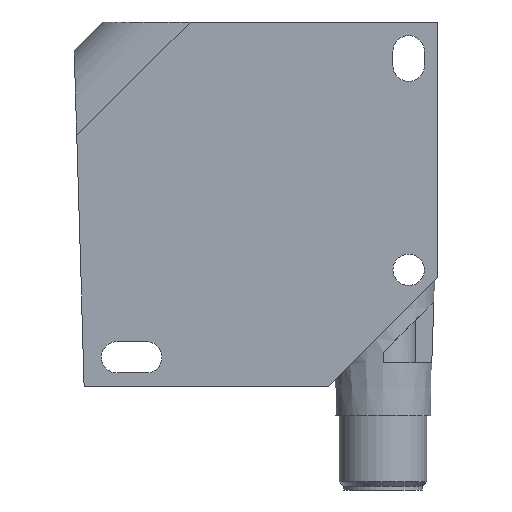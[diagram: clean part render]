
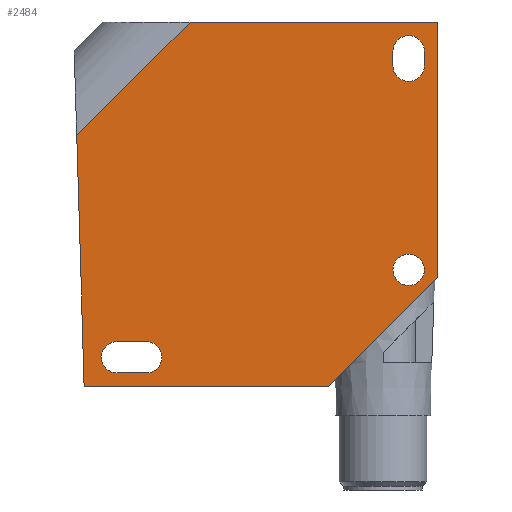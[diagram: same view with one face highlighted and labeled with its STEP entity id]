
A CAD part, left-side view. The second image highlights one B-rep face of the part: STEP entity #2484.
In plain terms, the highlighted planar face has unit normal (-1, 0, 0).
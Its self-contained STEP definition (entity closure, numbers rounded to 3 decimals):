
#68=LINE('',#3301,#244);
#70=LINE('',#3310,#246);
#90=LINE('',#3361,#266);
#91=LINE('',#3366,#267);
#92=LINE('',#3372,#268);
#93=LINE('',#3376,#269);
#94=LINE('',#3379,#270);
#95=LINE('',#3383,#271);
#96=LINE('',#3385,#272);
#97=LINE('',#3387,#273);
#98=LINE('',#3389,#274);
#99=LINE('',#3390,#275);
#100=LINE('',#3392,#276);
#244=VECTOR('',#2795,1000.);
#246=VECTOR('',#2803,1000.);
#266=VECTOR('',#2839,1000.);
#267=VECTOR('',#2842,1000.);
#268=VECTOR('',#2847,1000.);
#269=VECTOR('',#2850,1000.);
#270=VECTOR('',#2853,1000.);
#271=VECTOR('',#2856,1000.);
#272=VECTOR('',#2857,1000.);
#273=VECTOR('',#2858,1000.);
#274=VECTOR('',#2859,1000.);
#275=VECTOR('',#2860,1000.);
#276=VECTOR('',#2861,1000.);
#466=ORIENTED_EDGE('',*,*,#933,.T.);
#467=ORIENTED_EDGE('',*,*,#934,.T.);
#468=ORIENTED_EDGE('',*,*,#935,.T.);
#469=ORIENTED_EDGE('',*,*,#936,.T.);
#470=ORIENTED_EDGE('',*,*,#937,.T.);
#471=ORIENTED_EDGE('',*,*,#938,.T.);
#472=ORIENTED_EDGE('',*,*,#939,.T.);
#473=ORIENTED_EDGE('',*,*,#940,.T.);
#474=ORIENTED_EDGE('',*,*,#941,.T.);
#475=ORIENTED_EDGE('',*,*,#942,.T.);
#476=ORIENTED_EDGE('',*,*,#943,.T.);
#477=ORIENTED_EDGE('',*,*,#944,.F.);
#478=ORIENTED_EDGE('',*,*,#945,.F.);
#479=ORIENTED_EDGE('',*,*,#946,.F.);
#480=ORIENTED_EDGE('',*,*,#947,.F.);
#481=ORIENTED_EDGE('',*,*,#907,.F.);
#482=ORIENTED_EDGE('',*,*,#948,.T.);
#483=ORIENTED_EDGE('',*,*,#949,.F.);
#484=ORIENTED_EDGE('',*,*,#903,.T.);
#903=EDGE_CURVE('',#1138,#1136,#68,.F.);
#907=EDGE_CURVE('',#1140,#1142,#70,.T.);
#933=EDGE_CURVE('',#1165,#1166,#90,.T.);
#934=EDGE_CURVE('',#1166,#1167,#1305,.T.);
#935=EDGE_CURVE('',#1167,#1168,#91,.T.);
#936=EDGE_CURVE('',#1168,#1165,#1306,.T.);
#937=EDGE_CURVE('',#1169,#1170,#1307,.T.);
#938=EDGE_CURVE('',#1170,#1171,#92,.T.);
#939=EDGE_CURVE('',#1171,#1172,#1308,.T.);
#940=EDGE_CURVE('',#1172,#1169,#93,.T.);
#941=EDGE_CURVE('',#1173,#1173,#1309,.T.);
#942=EDGE_CURVE('',#1136,#1174,#94,.T.);
#943=EDGE_CURVE('',#1174,#1175,#1310,.T.);
#944=EDGE_CURVE('',#1176,#1175,#95,.T.);
#945=EDGE_CURVE('',#1177,#1176,#96,.T.);
#946=EDGE_CURVE('',#1178,#1177,#97,.T.);
#947=EDGE_CURVE('',#1142,#1178,#98,.T.);
#948=EDGE_CURVE('',#1140,#1179,#99,.T.);
#949=EDGE_CURVE('',#1138,#1179,#100,.T.);
#1136=VERTEX_POINT('',#3299);
#1138=VERTEX_POINT('',#3302);
#1140=VERTEX_POINT('',#3308);
#1142=VERTEX_POINT('',#3311);
#1165=VERTEX_POINT('',#3362);
#1166=VERTEX_POINT('',#3363);
#1167=VERTEX_POINT('',#3365);
#1168=VERTEX_POINT('',#3367);
#1169=VERTEX_POINT('',#3370);
#1170=VERTEX_POINT('',#3371);
#1171=VERTEX_POINT('',#3373);
#1172=VERTEX_POINT('',#3375);
#1173=VERTEX_POINT('',#3378);
#1174=VERTEX_POINT('',#3380);
#1175=VERTEX_POINT('',#3382);
#1176=VERTEX_POINT('',#3384);
#1177=VERTEX_POINT('',#3386);
#1178=VERTEX_POINT('',#3388);
#1179=VERTEX_POINT('',#3391);
#1305=CIRCLE('',#2620,2.15);
#1306=CIRCLE('',#2621,2.15);
#1307=CIRCLE('',#2622,2.15);
#1308=CIRCLE('',#2623,2.15);
#1309=CIRCLE('',#2624,2.15);
#1310=CIRCLE('',#2625,37.742);
#1352=EDGE_LOOP('',(#466,#467,#468,#469));
#1353=EDGE_LOOP('',(#470,#471,#472,#473));
#1354=EDGE_LOOP('',(#474));
#1355=EDGE_LOOP('',(#475,#476,#477,#478,#479,#480,#481,#482,#483,#484));
#1504=FACE_BOUND('',#1352,.T.);
#1505=FACE_BOUND('',#1353,.T.);
#1506=FACE_BOUND('',#1354,.T.);
#1507=FACE_BOUND('',#1355,.T.);
#1641=PLANE('',#2619);
#2484=ADVANCED_FACE('',(#1504,#1505,#1506,#1507),#1641,.F.);
#2619=AXIS2_PLACEMENT_3D('',#3360,#2837,#2838);
#2620=AXIS2_PLACEMENT_3D('',#3364,#2840,#2841);
#2621=AXIS2_PLACEMENT_3D('',#3368,#2843,#2844);
#2622=AXIS2_PLACEMENT_3D('',#3369,#2845,#2846);
#2623=AXIS2_PLACEMENT_3D('',#3374,#2848,#2849);
#2624=AXIS2_PLACEMENT_3D('',#3377,#2851,#2852);
#2625=AXIS2_PLACEMENT_3D('',#3381,#2854,#2855);
#2795=DIRECTION('',(0.,-0.707,0.707));
#2803=DIRECTION('',(0.,-1.,0.));
#2837=DIRECTION('',(1.,0.,0.));
#2838=DIRECTION('',(0.,0.,-1.));
#2839=DIRECTION('',(0.,1.,0.));
#2840=DIRECTION('',(1.,0.,0.));
#2841=DIRECTION('',(0.,0.,-1.));
#2842=DIRECTION('',(0.,-1.,0.));
#2843=DIRECTION('',(1.,0.,0.));
#2844=DIRECTION('',(0.,0.,-1.));
#2845=DIRECTION('',(1.,0.,0.));
#2846=DIRECTION('',(0.,0.,-1.));
#2847=DIRECTION('',(0.,0.,1.));
#2848=DIRECTION('',(1.,0.,0.));
#2849=DIRECTION('',(0.,0.,-1.));
#2850=DIRECTION('',(0.,0.,-1.));
#2851=DIRECTION('',(1.,0.,0.));
#2852=DIRECTION('',(0.,0.,-1.));
#2853=DIRECTION('',(0.,-0.03,-1.));
#2854=DIRECTION('',(1.,0.,0.));
#2855=DIRECTION('',(0.,0.,-1.));
#2856=DIRECTION('',(0.,0.03,1.));
#2857=DIRECTION('',(0.,1.,0.));
#2858=DIRECTION('',(0.,0.707,-0.707));
#2859=DIRECTION('',(0.,0.,-1.));
#2860=DIRECTION('',(0.,0.,-1.));
#2861=DIRECTION('',(0.,-1.,0.));
#3299=CARTESIAN_POINT('',(-8.5,-0.467,34.446));
#3301=CARTESIAN_POINT('',(-8.5,6.132,27.847));
#3302=CARTESIAN_POINT('',(-8.5,-16.011,49.99));
#3308=CARTESIAN_POINT('',(-8.5,-37.742,50.));
#3310=CARTESIAN_POINT('',(-8.5,0.,50.));
#3311=CARTESIAN_POINT('',(-8.5,-50.,50.));
#3360=CARTESIAN_POINT('',(-8.5,0.,0.));
#3361=CARTESIAN_POINT('',(-8.5,-10.,1.85));
#3362=CARTESIAN_POINT('',(-8.5,-10.,1.85));
#3363=CARTESIAN_POINT('',(-8.5,-6.,1.85));
#3364=CARTESIAN_POINT('',(-8.5,-6.,4.));
#3365=CARTESIAN_POINT('',(-8.5,-6.,6.15));
#3366=CARTESIAN_POINT('',(-8.5,-6.,6.15));
#3367=CARTESIAN_POINT('',(-8.5,-10.,6.15));
#3368=CARTESIAN_POINT('',(-8.5,-10.,4.));
#3369=CARTESIAN_POINT('',(-8.5,-46.,44.));
#3370=CARTESIAN_POINT('',(-8.5,-48.15,44.));
#3371=CARTESIAN_POINT('',(-8.5,-43.85,44.));
#3372=CARTESIAN_POINT('',(-8.5,-43.85,44.));
#3373=CARTESIAN_POINT('',(-8.5,-43.85,46.));
#3374=CARTESIAN_POINT('',(-8.5,-46.,46.));
#3375=CARTESIAN_POINT('',(-8.5,-48.15,46.));
#3376=CARTESIAN_POINT('',(-8.5,-48.15,46.));
#3377=CARTESIAN_POINT('',(-8.5,-46.,16.));
#3378=CARTESIAN_POINT('',(-8.5,-46.,13.85));
#3379=CARTESIAN_POINT('',(-8.5,0.,50.));
#3380=CARTESIAN_POINT('',(-8.5,-1.133,12.275));
#3381=CARTESIAN_POINT('',(-8.5,0.,50.));
#3382=CARTESIAN_POINT('',(-8.5,-1.116,12.275));
#3383=CARTESIAN_POINT('',(-8.5,-1.48,0.));
#3384=CARTESIAN_POINT('',(-8.5,-1.48,0.));
#3385=CARTESIAN_POINT('',(-8.5,-35.,0.));
#3386=CARTESIAN_POINT('',(-8.5,-35.,0.));
#3387=CARTESIAN_POINT('',(-8.5,-50.,15.));
#3388=CARTESIAN_POINT('',(-8.5,-50.,15.));
#3389=CARTESIAN_POINT('',(-8.5,-50.,50.));
#3390=CARTESIAN_POINT('',(-8.5,-37.742,50.01));
#3391=CARTESIAN_POINT('',(-8.5,-37.742,49.99));
#3392=CARTESIAN_POINT('',(-8.5,0.,49.99));
